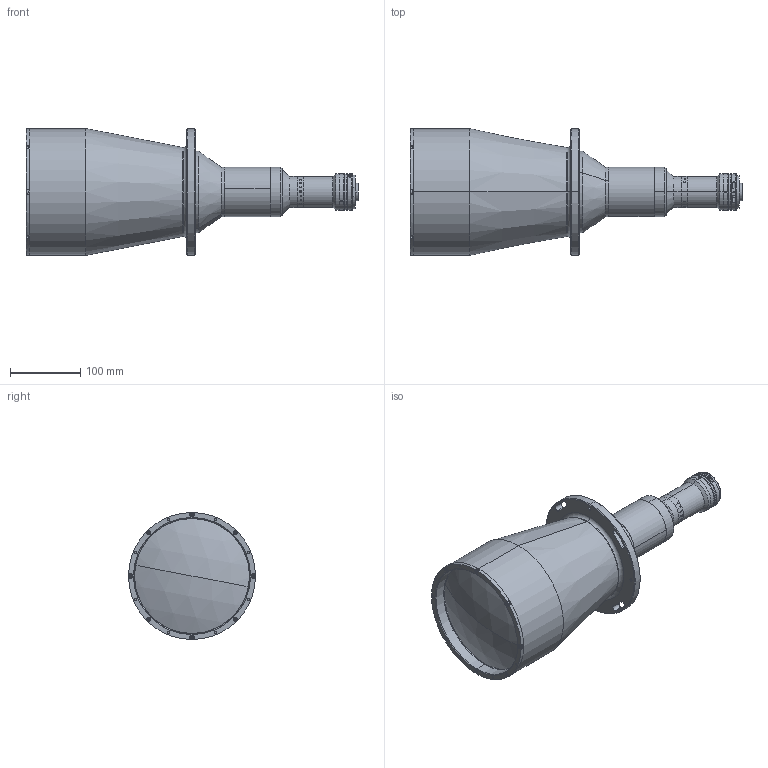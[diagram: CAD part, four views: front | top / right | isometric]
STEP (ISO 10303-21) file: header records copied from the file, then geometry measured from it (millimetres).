
FILE_DESCRIPTION (( 'STEP AP203' ), '1' );
FILE_NAME ('XF-PTL15223-0153-320C-(HD).STEP', '2018-12-24T02:52:50', ( 'lawlynn' ), ( '' ), 'SwSTEP 2.0', 'SolidWorks 2014', '' );
FILE_SCHEMA (( 'CONFIG_CONTROL_DESIGN' ));
Length unit declared in the file: millimetre
Products named in the file (1): XF-PTL15223-0153-320C-(HD)
Bounding box: 471.14 x 180 x 180 mm (x, y, z)
Surface area: 266276.9 mm2 (no closed solid volume)
Topology: 0 solids, 44 shells, 316 faces, 1383 edges, 1104 vertices
Faces by surface type: cylinder 149, plane 101, cone 40, torus 18, sphere 4, bspline 4
Entity records: 20596 total; most frequent: CARTESIAN_POINT 9456, DIRECTION 2281, ORIENTED_EDGE 1989, EDGE_CURVE 1375, VERTEX_POINT 1104, AXIS2_PLACEMENT_3D 877, CIRCLE 564, LINE 527
